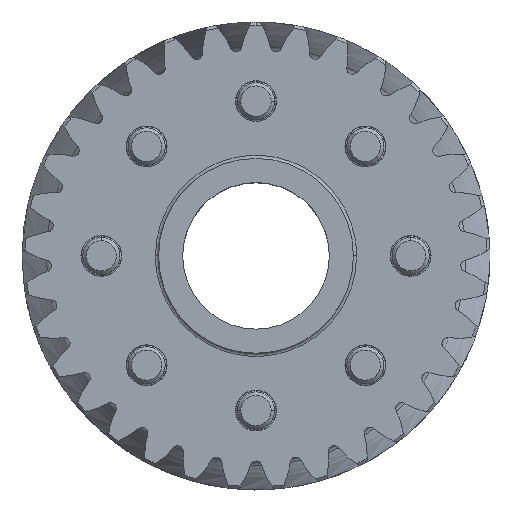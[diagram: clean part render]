
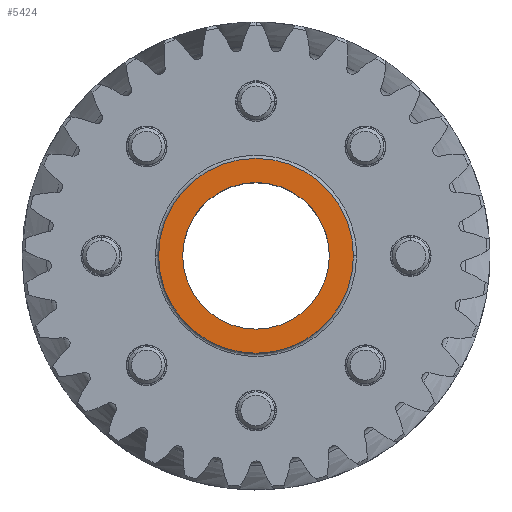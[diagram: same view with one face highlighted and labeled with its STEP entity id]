
A CAD part, top view. The second image highlights one B-rep face of the part: STEP entity #5424.
In plain terms, the highlighted planar face has unit normal (0, 0, 1).
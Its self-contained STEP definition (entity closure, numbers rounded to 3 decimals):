
#1000 = CARTESIAN_POINT ( 'NONE',  ( 0., 0., 3. ) ) ;
#1998 = PLANE ( 'NONE',  #20953 ) ;
#2078 = AXIS2_PLACEMENT_3D ( 'NONE', #24405, #35042, #27951 ) ;
#3616 = EDGE_CURVE ( 'NONE', #9576, #20119, #37623, .T. ) ;
#4098 = DIRECTION ( 'NONE',  ( -1., 0., 0. ) ) ;
#4178 = EDGE_CURVE ( 'NONE', #36719, #7227, #18125, .T. ) ;
#4431 = CARTESIAN_POINT ( 'NONE',  ( 15.75, 0., 3. ) ) ;
#5366 = ORIENTED_EDGE ( 'NONE', *, *, #3616, .T. ) ;
#5424 = ADVANCED_FACE ( 'NONE', ( #14845, #38555 ), #1998, .T. ) ;
#7227 = VERTEX_POINT ( 'NONE', #10517 ) ;
#9486 = CARTESIAN_POINT ( 'NONE',  ( 0., 0., 3. ) ) ;
#9576 = VERTEX_POINT ( 'NONE', #24204 ) ;
#9579 = DIRECTION ( 'NONE',  ( 0., 0., -1. ) ) ;
#10310 = DIRECTION ( 'NONE',  ( 0., 0., -1. ) ) ;
#10517 = CARTESIAN_POINT ( 'NONE',  ( -15.75, 0., 3. ) ) ;
#10750 = AXIS2_PLACEMENT_3D ( 'NONE', #29945, #9579, #19325 ) ;
#13551 = EDGE_CURVE ( 'NONE', #7227, #36719, #33207, .T. ) ;
#14845 = FACE_OUTER_BOUND ( 'NONE', #19378, .T. ) ;
#15043 = CIRCLE ( 'NONE', #37647, 11.85 ) ;
#16124 = DIRECTION ( 'NONE',  ( 0., 0., -1. ) ) ;
#18125 = CIRCLE ( 'NONE', #23762, 15.75 ) ;
#19325 = DIRECTION ( 'NONE',  ( -1., 0., 0. ) ) ;
#19378 = EDGE_LOOP ( 'NONE', ( #40909, #28641 ) ) ;
#19696 = CARTESIAN_POINT ( 'NONE',  ( 11.85, 0., 3. ) ) ;
#20119 = VERTEX_POINT ( 'NONE', #19696 ) ;
#20953 = AXIS2_PLACEMENT_3D ( 'NONE', #25242, #32121, #38995 ) ;
#23762 = AXIS2_PLACEMENT_3D ( 'NONE', #1000, #10310, #4098 ) ;
#24110 = EDGE_CURVE ( 'NONE', #20119, #9576, #15043, .T. ) ;
#24204 = CARTESIAN_POINT ( 'NONE',  ( -11.85, 0., 3. ) ) ;
#24405 = CARTESIAN_POINT ( 'NONE',  ( 0., 0., 3. ) ) ;
#25242 = CARTESIAN_POINT ( 'NONE',  ( 0., 11.85, 3. ) ) ;
#27951 = DIRECTION ( 'NONE',  ( -1., 0., 0. ) ) ;
#28322 = EDGE_LOOP ( 'NONE', ( #5366, #36934 ) ) ;
#28641 = ORIENTED_EDGE ( 'NONE', *, *, #4178, .F. ) ;
#29945 = CARTESIAN_POINT ( 'NONE',  ( 0., 0., 3. ) ) ;
#32121 = DIRECTION ( 'NONE',  ( 0., 0., 1. ) ) ;
#33207 = CIRCLE ( 'NONE', #2078, 15.75 ) ;
#35042 = DIRECTION ( 'NONE',  ( 0., 0., -1. ) ) ;
#36719 = VERTEX_POINT ( 'NONE', #4431 ) ;
#36934 = ORIENTED_EDGE ( 'NONE', *, *, #24110, .T. ) ;
#37623 = CIRCLE ( 'NONE', #10750, 11.85 ) ;
#37647 = AXIS2_PLACEMENT_3D ( 'NONE', #9486, #16124, #39830 ) ;
#38555 = FACE_BOUND ( 'NONE', #28322, .T. ) ;
#38995 = DIRECTION ( 'NONE',  ( 1., 0., 0. ) ) ;
#39830 = DIRECTION ( 'NONE',  ( -1., 0., 0. ) ) ;
#40909 = ORIENTED_EDGE ( 'NONE', *, *, #13551, .F. ) ;
